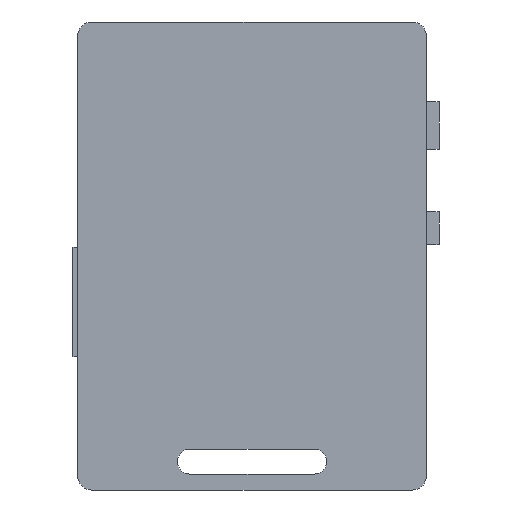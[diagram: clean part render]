
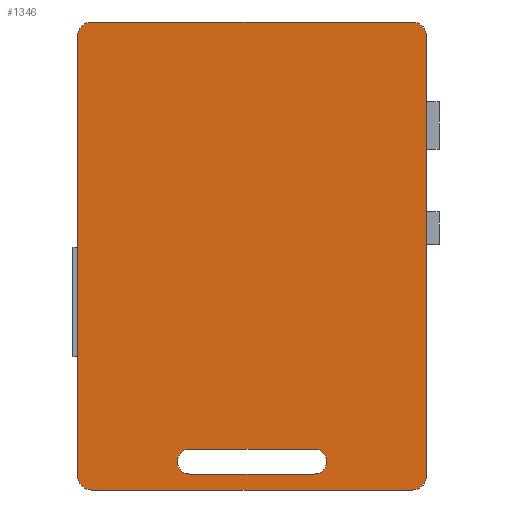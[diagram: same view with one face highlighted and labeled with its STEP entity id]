
A CAD part, front view. The second image highlights one B-rep face of the part: STEP entity #1346.
In plain terms, the highlighted planar face has unit normal (0, -1, 0).
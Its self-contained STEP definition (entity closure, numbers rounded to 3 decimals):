
#29=FACE_BOUND('',#192,.T.);
#36=CIRCLE('',#1427,1.25);
#37=CIRCLE('',#1430,1.25);
#38=CIRCLE('',#1433,1.4);
#39=CIRCLE('',#1436,1.4);
#40=CIRCLE('',#1439,1.4);
#41=CIRCLE('',#1442,1.4);
#112=FACE_OUTER_BOUND('',#191,.T.);
#191=EDGE_LOOP('',(#1199,#1200,#1201,#1202,#1203,#1204,#1205,#1206));
#192=EDGE_LOOP('',(#1207,#1208,#1209,#1210));
#347=LINE('',#2116,#519);
#351=LINE('',#2125,#523);
#353=LINE('',#2132,#525);
#357=LINE('',#2141,#529);
#360=LINE('',#2149,#532);
#363=LINE('',#2157,#535);
#519=VECTOR('',#1730,10.);
#523=VECTOR('',#1740,10.);
#525=VECTOR('',#1748,10.);
#529=VECTOR('',#1758,10.);
#532=VECTOR('',#1767,10.);
#535=VECTOR('',#1776,10.);
#647=VERTEX_POINT('',#2114);
#648=VERTEX_POINT('',#2115);
#649=VERTEX_POINT('',#2120);
#650=VERTEX_POINT('',#2124);
#651=VERTEX_POINT('',#2130);
#652=VERTEX_POINT('',#2131);
#653=VERTEX_POINT('',#2136);
#654=VERTEX_POINT('',#2140);
#655=VERTEX_POINT('',#2144);
#656=VERTEX_POINT('',#2148);
#657=VERTEX_POINT('',#2152);
#658=VERTEX_POINT('',#2156);
#819=EDGE_CURVE('',#647,#648,#347,.T.);
#822=EDGE_CURVE('',#649,#647,#36,.T.);
#824=EDGE_CURVE('',#650,#649,#351,.T.);
#826=EDGE_CURVE('',#648,#650,#37,.T.);
#827=EDGE_CURVE('',#651,#652,#353,.T.);
#830=EDGE_CURVE('',#653,#651,#38,.T.);
#832=EDGE_CURVE('',#654,#653,#357,.T.);
#834=EDGE_CURVE('',#655,#654,#39,.T.);
#836=EDGE_CURVE('',#656,#655,#360,.T.);
#838=EDGE_CURVE('',#657,#656,#40,.T.);
#840=EDGE_CURVE('',#658,#657,#363,.T.);
#842=EDGE_CURVE('',#652,#658,#41,.T.);
#1199=ORIENTED_EDGE('',*,*,#842,.F.);
#1200=ORIENTED_EDGE('',*,*,#827,.F.);
#1201=ORIENTED_EDGE('',*,*,#830,.F.);
#1202=ORIENTED_EDGE('',*,*,#832,.F.);
#1203=ORIENTED_EDGE('',*,*,#834,.F.);
#1204=ORIENTED_EDGE('',*,*,#836,.F.);
#1205=ORIENTED_EDGE('',*,*,#838,.F.);
#1206=ORIENTED_EDGE('',*,*,#840,.F.);
#1207=ORIENTED_EDGE('',*,*,#826,.F.);
#1208=ORIENTED_EDGE('',*,*,#819,.F.);
#1209=ORIENTED_EDGE('',*,*,#822,.F.);
#1210=ORIENTED_EDGE('',*,*,#824,.F.);
#1275=PLANE('',#1443);
#1346=ADVANCED_FACE('',(#112,#29),#1275,.F.);
#1427=AXIS2_PLACEMENT_3D('',#2121,#1735,#1736);
#1430=AXIS2_PLACEMENT_3D('',#2128,#1744,#1745);
#1433=AXIS2_PLACEMENT_3D('',#2137,#1753,#1754);
#1436=AXIS2_PLACEMENT_3D('',#2145,#1762,#1763);
#1439=AXIS2_PLACEMENT_3D('',#2153,#1771,#1772);
#1442=AXIS2_PLACEMENT_3D('',#2160,#1780,#1781);
#1443=AXIS2_PLACEMENT_3D('',#2161,#1782,#1783);
#1730=DIRECTION('',(-1.,0.,0.));
#1735=DIRECTION('center_axis',(0.,-1.,0.));
#1736=DIRECTION('ref_axis',(0.,0.,1.));
#1740=DIRECTION('',(1.,0.,0.));
#1744=DIRECTION('center_axis',(0.,-1.,0.));
#1745=DIRECTION('ref_axis',(0.,0.,-1.));
#1748=DIRECTION('',(-1.,0.,0.));
#1753=DIRECTION('center_axis',(0.,1.,0.));
#1754=DIRECTION('ref_axis',(1.,0.,0.));
#1758=DIRECTION('',(0.,0.,-1.));
#1762=DIRECTION('center_axis',(0.,1.,0.));
#1763=DIRECTION('ref_axis',(0.,0.,1.));
#1767=DIRECTION('',(1.,0.,0.));
#1771=DIRECTION('center_axis',(0.,1.,0.));
#1772=DIRECTION('ref_axis',(-1.,0.,0.));
#1776=DIRECTION('',(0.,0.,1.));
#1780=DIRECTION('center_axis',(0.,1.,0.));
#1781=DIRECTION('ref_axis',(0.,0.,-1.));
#1782=DIRECTION('center_axis',(0.,1.,0.));
#1783=DIRECTION('ref_axis',(1.,0.,0.));
#2114=CARTESIAN_POINT('',(6.25,0.,-19.4));
#2115=CARTESIAN_POINT('',(-6.25,0.,-19.4));
#2116=CARTESIAN_POINT('',(-6.25,0.,-19.4));
#2120=CARTESIAN_POINT('',(6.25,0.,-21.9));
#2121=CARTESIAN_POINT('Origin',(6.25,0.,-20.65));
#2124=CARTESIAN_POINT('',(-6.25,0.,-21.9));
#2125=CARTESIAN_POINT('',(6.25,0.,-21.9));
#2128=CARTESIAN_POINT('Origin',(-6.25,0.,-20.65));
#2130=CARTESIAN_POINT('',(16.1,0.,-23.5));
#2131=CARTESIAN_POINT('',(-16.1,0.,-23.5));
#2132=CARTESIAN_POINT('',(16.1,0.,-23.5));
#2136=CARTESIAN_POINT('',(17.5,0.,-22.1));
#2137=CARTESIAN_POINT('Origin',(16.1,0.,-22.1));
#2140=CARTESIAN_POINT('',(17.5,0.,22.1));
#2141=CARTESIAN_POINT('',(17.5,0.,22.1));
#2144=CARTESIAN_POINT('',(16.1,0.,23.5));
#2145=CARTESIAN_POINT('Origin',(16.1,0.,22.1));
#2148=CARTESIAN_POINT('',(-16.1,0.,23.5));
#2149=CARTESIAN_POINT('',(-16.1,0.,23.5));
#2152=CARTESIAN_POINT('',(-17.5,0.,22.1));
#2153=CARTESIAN_POINT('Origin',(-16.1,0.,22.1));
#2156=CARTESIAN_POINT('',(-17.5,0.,-22.1));
#2157=CARTESIAN_POINT('',(-17.5,0.,-22.1));
#2160=CARTESIAN_POINT('Origin',(-16.1,0.,-22.1));
#2161=CARTESIAN_POINT('Origin',(0.,0.,0.));
